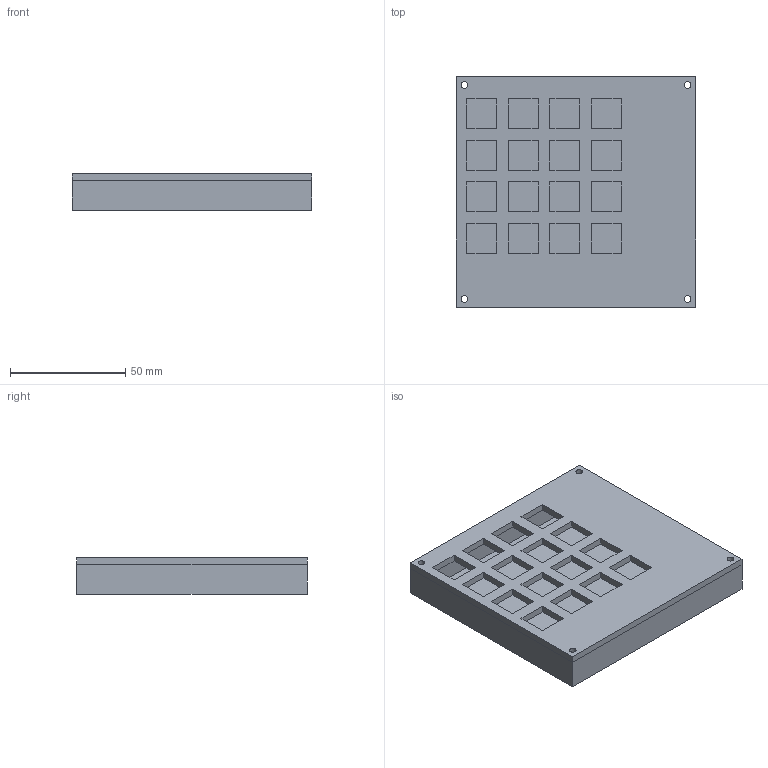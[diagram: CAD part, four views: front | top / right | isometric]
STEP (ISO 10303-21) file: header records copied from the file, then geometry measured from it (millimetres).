
FILE_DESCRIPTION(/* description */ (''),/* implementation_level */ '2;1');
FILE_NAME(/* name */ 'HackPad v2.step',/* time_stamp */ '2024-10-06T14:58:21+09:00',/* author */ (''),/* organization */ (''),/* preprocessor_version */ 'ST-DEVELOPER v20',/* originating_system */ 'Autodesk Translation Framework v13.14.0.145',/* authorisation */ '');
FILE_SCHEMA (('AUTOMOTIVE_DESIGN { 1 0 10303 214 3 1 1 }'));
Length unit declared in the file: millimetre
Products named in the file (1): HackPad
Bounding box: 104 x 100 x 16 mm (x, y, z)
Volume: 71095.3 mm3; surface area: 49333.4 mm2
Topology: 2 solids, 2 shells, 92 faces, 264 edges, 176 vertices
Faces by surface type: plane 84, cylinder 8
Full cylindrical faces by diameter (mm): 2.9 x8
Entity records: 3092 total; most frequent: CARTESIAN_POINT 533, ORIENTED_EDGE 528, DIRECTION 466, EDGE_CURVE 264, LINE 248, VECTOR 248, VERTEX_POINT 176, EDGE_LOOP 140
